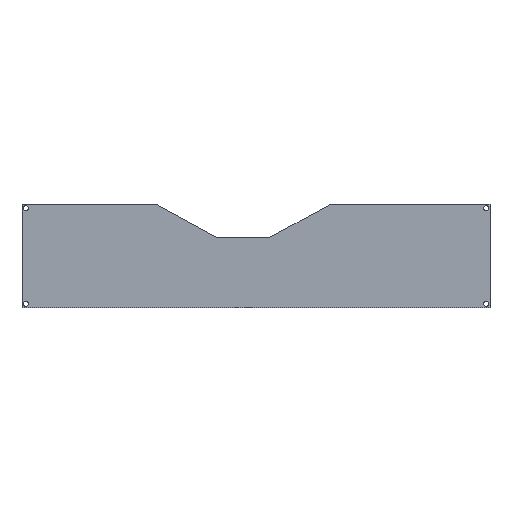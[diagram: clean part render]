
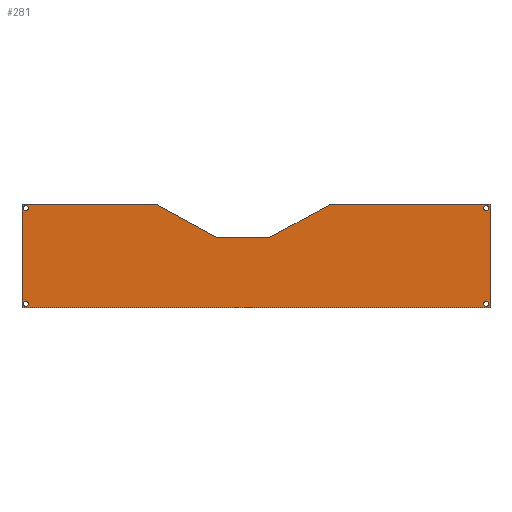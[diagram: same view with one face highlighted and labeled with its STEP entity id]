
A CAD part, top view. The second image highlights one B-rep face of the part: STEP entity #281.
In plain terms, the highlighted planar face has unit normal (0, 0, 1).
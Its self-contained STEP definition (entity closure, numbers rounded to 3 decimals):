
#15=FACE_BOUND('',#60,.T.);
#16=FACE_BOUND('',#61,.T.);
#17=FACE_BOUND('',#62,.T.);
#18=FACE_BOUND('',#63,.T.);
#31=PLANE('',#326);
#45=FACE_OUTER_BOUND('',#59,.T.);
#59=EDGE_LOOP('',(#241,#242,#243,#244,#245,#246,#247,#248));
#60=EDGE_LOOP('',(#249));
#61=EDGE_LOOP('',(#250));
#62=EDGE_LOOP('',(#251));
#63=EDGE_LOOP('',(#252));
#75=LINE('',#434,#103);
#78=LINE('',#440,#106);
#81=LINE('',#446,#109);
#84=LINE('',#452,#112);
#87=LINE('',#458,#115);
#90=LINE('',#464,#118);
#93=LINE('',#470,#121);
#96=LINE('',#474,#124);
#103=VECTOR('',#362,10.);
#106=VECTOR('',#367,10.);
#109=VECTOR('',#372,10.);
#112=VECTOR('',#377,10.);
#115=VECTOR('',#382,10.);
#118=VECTOR('',#387,10.);
#121=VECTOR('',#392,10.);
#124=VECTOR('',#397,10.);
#125=CIRCLE('',#307,2.);
#127=CIRCLE('',#310,2.);
#129=CIRCLE('',#313,2.);
#131=CIRCLE('',#316,2.);
#133=VERTEX_POINT('',#404);
#135=VERTEX_POINT('',#410);
#137=VERTEX_POINT('',#416);
#139=VERTEX_POINT('',#422);
#143=VERTEX_POINT('',#431);
#144=VERTEX_POINT('',#433);
#146=VERTEX_POINT('',#439);
#148=VERTEX_POINT('',#445);
#150=VERTEX_POINT('',#451);
#152=VERTEX_POINT('',#457);
#154=VERTEX_POINT('',#463);
#156=VERTEX_POINT('',#469);
#157=EDGE_CURVE('',#133,#133,#125,.T.);
#160=EDGE_CURVE('',#135,#135,#127,.T.);
#163=EDGE_CURVE('',#137,#137,#129,.T.);
#166=EDGE_CURVE('',#139,#139,#131,.T.);
#171=EDGE_CURVE('',#144,#143,#75,.T.);
#174=EDGE_CURVE('',#146,#144,#78,.T.);
#177=EDGE_CURVE('',#148,#146,#81,.T.);
#180=EDGE_CURVE('',#150,#148,#84,.T.);
#183=EDGE_CURVE('',#152,#150,#87,.T.);
#186=EDGE_CURVE('',#154,#152,#90,.T.);
#189=EDGE_CURVE('',#156,#154,#93,.T.);
#192=EDGE_CURVE('',#143,#156,#96,.T.);
#241=ORIENTED_EDGE('',*,*,#192,.T.);
#242=ORIENTED_EDGE('',*,*,#189,.T.);
#243=ORIENTED_EDGE('',*,*,#186,.T.);
#244=ORIENTED_EDGE('',*,*,#183,.T.);
#245=ORIENTED_EDGE('',*,*,#180,.T.);
#246=ORIENTED_EDGE('',*,*,#177,.T.);
#247=ORIENTED_EDGE('',*,*,#174,.T.);
#248=ORIENTED_EDGE('',*,*,#171,.T.);
#249=ORIENTED_EDGE('',*,*,#166,.T.);
#250=ORIENTED_EDGE('',*,*,#163,.T.);
#251=ORIENTED_EDGE('',*,*,#160,.T.);
#252=ORIENTED_EDGE('',*,*,#157,.T.);
#281=ADVANCED_FACE('',(#45,#15,#16,#17,#18),#31,.T.);
#307=AXIS2_PLACEMENT_3D('',#405,#332,#333);
#310=AXIS2_PLACEMENT_3D('',#411,#339,#340);
#313=AXIS2_PLACEMENT_3D('',#417,#346,#347);
#316=AXIS2_PLACEMENT_3D('',#423,#353,#354);
#326=AXIS2_PLACEMENT_3D('',#475,#398,#399);
#332=DIRECTION('center_axis',(0.,0.,-1.));
#333=DIRECTION('ref_axis',(-1.,0.,0.));
#339=DIRECTION('center_axis',(0.,0.,-1.));
#340=DIRECTION('ref_axis',(-1.,0.,0.));
#346=DIRECTION('center_axis',(0.,0.,-1.));
#347=DIRECTION('ref_axis',(-1.,0.,0.));
#353=DIRECTION('center_axis',(0.,0.,-1.));
#354=DIRECTION('ref_axis',(-1.,0.,0.));
#362=DIRECTION('',(0.,-1.,0.));
#367=DIRECTION('',(-1.,0.,0.));
#372=DIRECTION('',(-0.877,0.48,0.));
#377=DIRECTION('',(-1.,0.,0.));
#382=DIRECTION('',(-0.877,-0.48,0.));
#387=DIRECTION('',(-1.,0.,0.));
#392=DIRECTION('',(0.,1.,0.));
#397=DIRECTION('',(1.,0.,0.));
#398=DIRECTION('center_axis',(0.,0.,1.));
#399=DIRECTION('ref_axis',(1.,0.,0.));
#404=CARTESIAN_POINT('',(368.,83.,2.));
#405=CARTESIAN_POINT('Origin',(366.,83.,2.));
#410=CARTESIAN_POINT('',(368.,9.,2.));
#411=CARTESIAN_POINT('Origin',(366.,9.,2.));
#416=CARTESIAN_POINT('',(11.,9.,2.));
#417=CARTESIAN_POINT('Origin',(9.,9.,2.));
#422=CARTESIAN_POINT('',(11.,83.,2.));
#423=CARTESIAN_POINT('Origin',(9.,83.,2.));
#431=CARTESIAN_POINT('',(6.,6.,2.));
#433=CARTESIAN_POINT('',(6.,86.,2.));
#434=CARTESIAN_POINT('',(6.,86.,2.));
#439=CARTESIAN_POINT('',(110.,86.,2.));
#440=CARTESIAN_POINT('',(110.,86.,2.));
#445=CARTESIAN_POINT('',(157.5,60.,2.));
#446=CARTESIAN_POINT('',(157.5,60.,2.));
#451=CARTESIAN_POINT('',(197.5,60.,2.));
#452=CARTESIAN_POINT('',(197.5,60.,2.));
#457=CARTESIAN_POINT('',(245.,86.,2.));
#458=CARTESIAN_POINT('',(245.,86.,2.));
#463=CARTESIAN_POINT('',(369.,86.,2.));
#464=CARTESIAN_POINT('',(369.,86.,2.));
#469=CARTESIAN_POINT('',(369.,6.,2.));
#470=CARTESIAN_POINT('',(369.,6.,2.));
#474=CARTESIAN_POINT('',(6.,6.,2.));
#475=CARTESIAN_POINT('Origin',(187.5,46.,2.));
